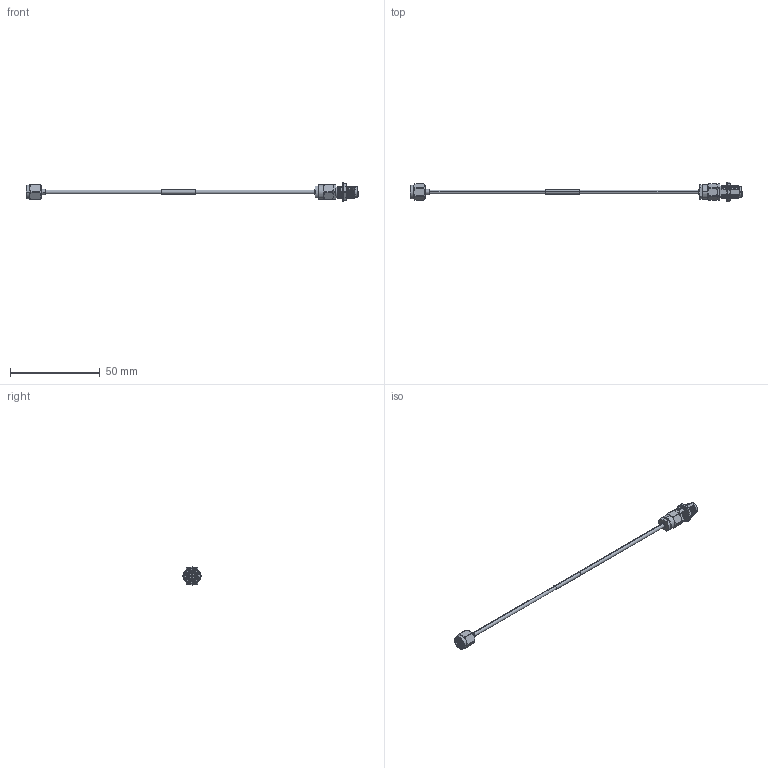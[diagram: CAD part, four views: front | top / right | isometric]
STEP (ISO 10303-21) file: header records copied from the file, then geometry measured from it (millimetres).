
FILE_DESCRIPTION (( 'STEP AP214' ), '1' );
FILE_NAME ('FMCA100197_3D.step', '2024-09-19T15:57:09', ( '' ), ( '' ), 'SwSTEP 2.0', 'SolidWorks 2022', '' );
FILE_SCHEMA (( 'AUTOMOTIVE_DESIGN' ));
Length unit declared in the file: inch
Products named in the file (4): RG405^FMCA100197_WITH LABEL; PE44802^FMCA100197; PE4988^FMCA100197; FMCA100197_3D
Assembly tree (3 placements, depth 2):
  FMCA100197_3D
    RG405^FMCA100197_WITH LABEL
    PE44802^FMCA100197
    PE4988^FMCA100197
Bounding box: 185.17 x 10.75 x 10.16 mm (x, y, z)
Volume: 1893.9 mm3; surface area: 2806 mm2
Topology: 4 solids, 5 shells, 359 faces, 1001 edges, 667 vertices
Faces by surface type: cylinder 137, bspline 92, plane 70, cone 60
Entity records: 37013 total; most frequent: CARTESIAN_POINT 28357, ORIENTED_EDGE 2002, DIRECTION 1373, EDGE_CURVE 1001, VERTEX_POINT 667, AXIS2_PLACEMENT_3D 545, EDGE_LOOP 382, ADVANCED_FACE 359
